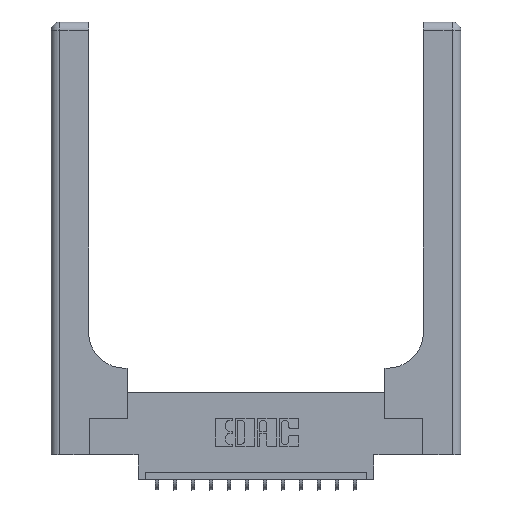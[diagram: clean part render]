
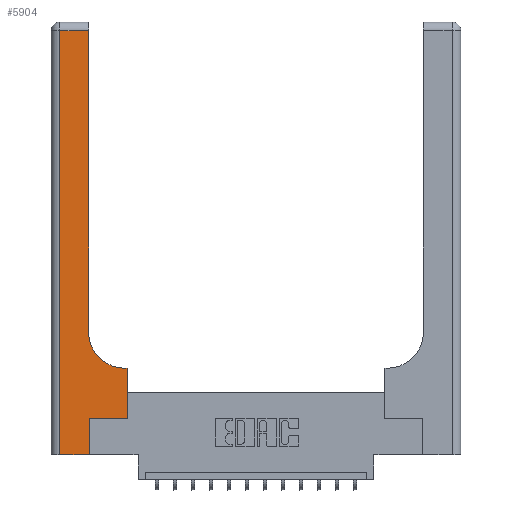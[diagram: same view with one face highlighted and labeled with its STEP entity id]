
A CAD part, top view. The second image highlights one B-rep face of the part: STEP entity #5904.
In plain terms, the highlighted planar face has unit normal (0, 0, 1).
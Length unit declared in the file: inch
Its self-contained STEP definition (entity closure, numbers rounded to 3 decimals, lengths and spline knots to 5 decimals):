
#483 = CIRCLE ( 'NONE', #2941, 0.25 ) ;
#642 = VERTEX_POINT ( 'NONE', #13970 ) ;
#673 = CARTESIAN_POINT ( 'NONE',  ( 0.26, 0.85, 0.37 ) ) ;
#780 = DIRECTION ( 'NONE',  ( 0., 1., 0. ) ) ;
#915 = DIRECTION ( 'NONE',  ( 1., 0., 0. ) ) ;
#1006 = VERTEX_POINT ( 'NONE', #3685 ) ;
#1129 = VERTEX_POINT ( 'NONE', #9396 ) ;
#1708 = ORIENTED_EDGE ( 'NONE', *, *, #2702, .T. ) ;
#2025 = LINE ( 'NONE', #15242, #5168 ) ;
#2509 = LINE ( 'NONE', #8643, #15895 ) ;
#2526 = CARTESIAN_POINT ( 'NONE',  ( 0.51, 0.85, 0.37 ) ) ;
#2586 = EDGE_CURVE ( 'NONE', #1129, #5841, #2509, .T. ) ;
#2658 = EDGE_CURVE ( 'NONE', #7850, #13503, #5215, .T. ) ;
#2702 = EDGE_CURVE ( 'NONE', #642, #7850, #15116, .T. ) ;
#2904 = DIRECTION ( 'NONE',  ( -1., 0., 0. ) ) ;
#2941 = AXIS2_PLACEMENT_3D ( 'NONE', #2526, #11716, #3866 ) ;
#3195 = EDGE_CURVE ( 'NONE', #5841, #16025, #9204, .T. ) ;
#3284 = CARTESIAN_POINT ( 'NONE',  ( 0.26, 3., 0.37 ) ) ;
#3465 = CARTESIAN_POINT ( 'NONE',  ( 0.26, 0.6, 0.37 ) ) ;
#3522 = CARTESIAN_POINT ( 'NONE',  ( 0.528, 0.25, 0.37 ) ) ;
#3685 = CARTESIAN_POINT ( 'NONE',  ( 0.265, 0.25, 0.37 ) ) ;
#3859 = EDGE_LOOP ( 'NONE', ( #7118, #4007, #7968, #11392, #14751, #15158, #1708, #8794, #12185 ) ) ;
#3866 = DIRECTION ( 'NONE',  ( 1., 0., 0. ) ) ;
#4007 = ORIENTED_EDGE ( 'NONE', *, *, #2586, .T. ) ;
#4115 = CARTESIAN_POINT ( 'NONE',  ( 0.06, 2.94, 0.37 ) ) ;
#4607 = DIRECTION ( 'NONE',  ( 0., 1., 0. ) ) ;
#4676 = DIRECTION ( 'NONE',  ( -1., 0., 0. ) ) ;
#5019 = AXIS2_PLACEMENT_3D ( 'NONE', #8206, #10784, #2904 ) ;
#5026 = EDGE_CURVE ( 'NONE', #16025, #9839, #9776, .T. ) ;
#5168 = VECTOR ( 'NONE', #16496, 39.37008 ) ;
#5215 = LINE ( 'NONE', #3465, #6076 ) ;
#5809 = LINE ( 'NONE', #8769, #15646 ) ;
#5841 = VERTEX_POINT ( 'NONE', #4115 ) ;
#5874 = VECTOR ( 'NONE', #915, 39.37008 ) ;
#5904 = ADVANCED_FACE ( 'NONE', ( #10160 ), #6864, .F. ) ;
#6076 = VECTOR ( 'NONE', #16350, 39.37008 ) ;
#6556 = LINE ( 'NONE', #3284, #16361 ) ;
#6724 = EDGE_CURVE ( 'NONE', #1006, #642, #2025, .T. ) ;
#6864 = PLANE ( 'NONE',  #5019 ) ;
#7118 = ORIENTED_EDGE ( 'NONE', *, *, #9414, .T. ) ;
#7276 = VERTEX_POINT ( 'NONE', #673 ) ;
#7850 = VERTEX_POINT ( 'NONE', #9767 ) ;
#7968 = ORIENTED_EDGE ( 'NONE', *, *, #3195, .T. ) ;
#8206 = CARTESIAN_POINT ( 'NONE',  ( 0., 3., 0.37 ) ) ;
#8352 = VECTOR ( 'NONE', #12661, 39.37008 ) ;
#8430 = CARTESIAN_POINT ( 'NONE',  ( 0.06, 0., 0.37 ) ) ;
#8453 = CARTESIAN_POINT ( 'NONE',  ( 0.06, 3., 0.37 ) ) ;
#8643 = CARTESIAN_POINT ( 'NONE',  ( 0., 2.94, 0.37 ) ) ;
#8769 = CARTESIAN_POINT ( 'NONE',  ( 0.265, 0., 0.37 ) ) ;
#8794 = ORIENTED_EDGE ( 'NONE', *, *, #2658, .T. ) ;
#9087 = EDGE_CURVE ( 'NONE', #13503, #7276, #483, .T. ) ;
#9204 = LINE ( 'NONE', #8453, #15552 ) ;
#9396 = CARTESIAN_POINT ( 'NONE',  ( 0.26, 2.94, 0.37 ) ) ;
#9414 = EDGE_CURVE ( 'NONE', #7276, #1129, #6556, .T. ) ;
#9756 = DIRECTION ( 'NONE',  ( 0., -1., 0. ) ) ;
#9767 = CARTESIAN_POINT ( 'NONE',  ( 0.528, 0.6, 0.37 ) ) ;
#9776 = LINE ( 'NONE', #11429, #5874 ) ;
#9839 = VERTEX_POINT ( 'NONE', #15673 ) ;
#10160 = FACE_OUTER_BOUND ( 'NONE', #3859, .T. ) ;
#10458 = CARTESIAN_POINT ( 'NONE',  ( 0.51, 0.6, 0.37 ) ) ;
#10784 = DIRECTION ( 'NONE',  ( 0., 0., -1. ) ) ;
#11131 = EDGE_CURVE ( 'NONE', #9839, #1006, #5809, .T. ) ;
#11392 = ORIENTED_EDGE ( 'NONE', *, *, #5026, .T. ) ;
#11429 = CARTESIAN_POINT ( 'NONE',  ( 0., 0., 0.37 ) ) ;
#11716 = DIRECTION ( 'NONE',  ( 0., 0., -1. ) ) ;
#12185 = ORIENTED_EDGE ( 'NONE', *, *, #9087, .T. ) ;
#12661 = DIRECTION ( 'NONE',  ( 0., 1., 0. ) ) ;
#13503 = VERTEX_POINT ( 'NONE', #10458 ) ;
#13970 = CARTESIAN_POINT ( 'NONE',  ( 0.528, 0.25, 0.37 ) ) ;
#14751 = ORIENTED_EDGE ( 'NONE', *, *, #11131, .T. ) ;
#15116 = LINE ( 'NONE', #3522, #8352 ) ;
#15158 = ORIENTED_EDGE ( 'NONE', *, *, #6724, .T. ) ;
#15242 = CARTESIAN_POINT ( 'NONE',  ( 0.265, 0.25, 0.37 ) ) ;
#15552 = VECTOR ( 'NONE', #9756, 39.37008 ) ;
#15646 = VECTOR ( 'NONE', #780, 39.37008 ) ;
#15673 = CARTESIAN_POINT ( 'NONE',  ( 0.265, 0., 0.37 ) ) ;
#15895 = VECTOR ( 'NONE', #4676, 39.37008 ) ;
#16025 = VERTEX_POINT ( 'NONE', #8430 ) ;
#16350 = DIRECTION ( 'NONE',  ( -1., 0., 0. ) ) ;
#16361 = VECTOR ( 'NONE', #4607, 39.37008 ) ;
#16496 = DIRECTION ( 'NONE',  ( 1., 0., 0. ) ) ;
